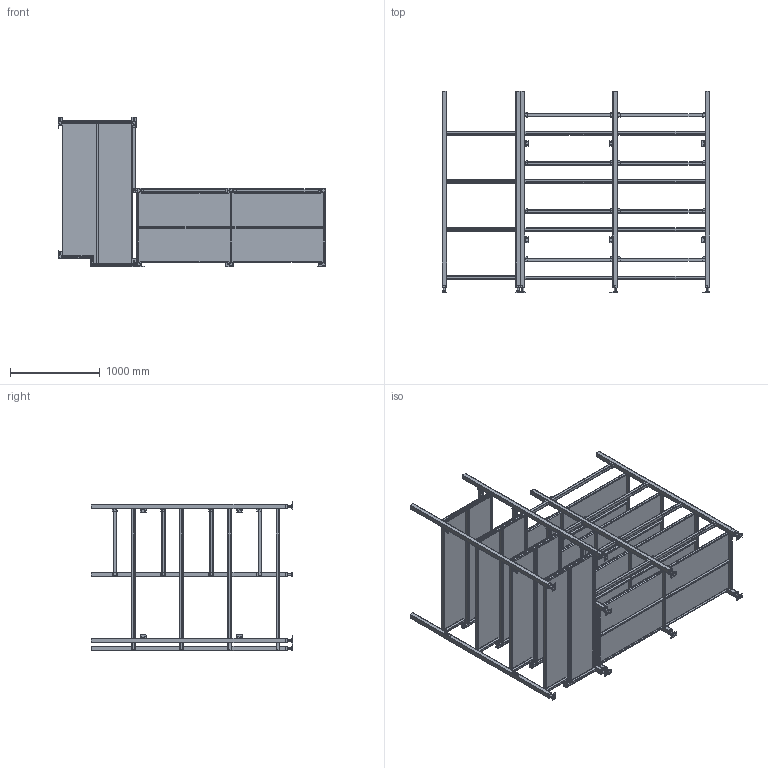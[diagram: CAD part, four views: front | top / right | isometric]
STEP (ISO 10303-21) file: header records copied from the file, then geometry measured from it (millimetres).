
FILE_DESCRIPTION(('FreeCAD Model'),'2;1');
FILE_NAME('Open CASCADE Shape Model','2025-05-05T03:42:54',('FreeCAD'),( 'FreeCAD'),'Open CASCADE STEP processor 7.6','FreeCAD','Unknown');
FILE_SCHEMA(('AUTOMOTIVE_DESIGN { 1 0 10303 214 1 1 1 1 }'));
Products named in the file (1): Open CASCADE STEP translator 7.6 1
Bounding box: 2989.88 x 2250.38 x 1669.03 mm (x, y, z)
Volume: 44075764.2 mm3; surface area: 46052885.4 mm2
Topology: 170 solids, 170 shells, 3728 faces, 8868 edges, 5500 vertices
Faces by surface type: bspline 3728
Entity records: 99548 total; most frequent: CARTESIAN_POINT 46745, ORIENTED_EDGE 17736, EDGE_CURVE 8868, B_SPLINE_CURVE_WITH_KNOTS 6304, VERTEX_POINT 5500, FACE_BOUND 3988, EDGE_LOOP 3988, ADVANCED_FACE 3728
